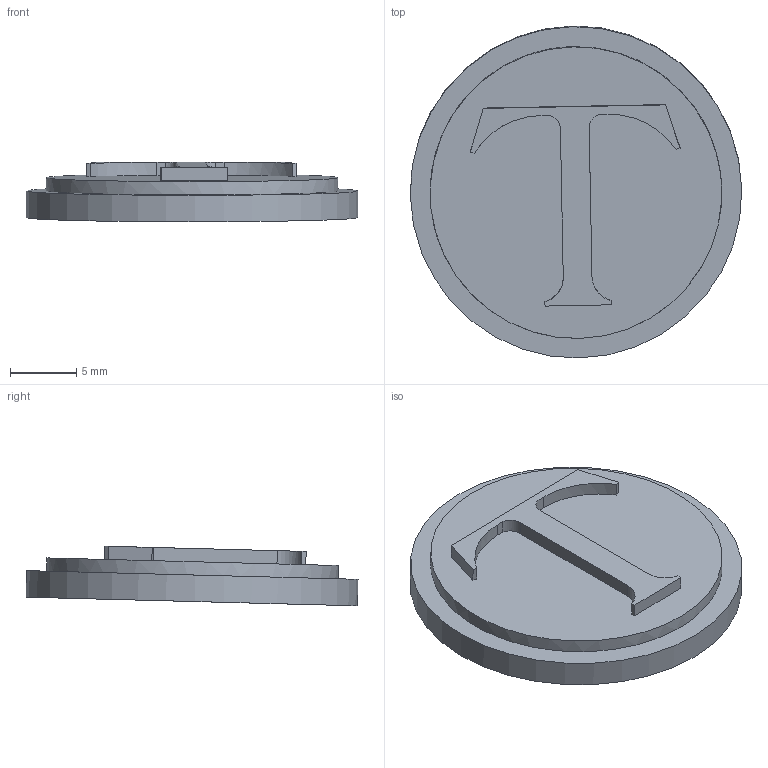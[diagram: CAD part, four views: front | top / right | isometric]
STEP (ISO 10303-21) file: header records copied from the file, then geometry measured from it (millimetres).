
FILE_DESCRIPTION(/* description */ ('Unknown'),/* implementation_level */ '2;1');
FILE_NAME(/* name */ 'Tanfoglio_standCoin',/* time_stamp */ '2024-02-21T21:03:57-05:00',/* author */ ('Unknown'),/* organization */ ('Unknown'),/* preprocessor_version */ 'ST-DEVELOPER v18.1',/* originating_system */ 'Solid Edge',/* authorisation */ 'Unknown');
FILE_SCHEMA (('AUTOMOTIVE_DESIGN {1 0 10303 214 3 1 1}'));
Length unit declared in the file: millimetre
Products named in the file (2): jericho941_pre2007_holsters; Tanfoglio_standCoin
Assembly tree (1 placements, depth 2):
  jericho941_pre2007_holsters
    Tanfoglio_standCoin
Bounding box: 25 x 25.04 x 4.5 mm (x, y, z)
Volume: 1411.9 mm3; surface area: 1278.3 mm2
Topology: 1 solids, 1 shells, 24 faces, 62 edges, 42 vertices
Faces by surface type: plane 16, cylinder 8
Full cylindrical faces by diameter (mm): 22 x1, 25 x1
Entity records: 815 total; most frequent: CARTESIAN_POINT 181, DIRECTION 122, ORIENTED_EDGE 118, EDGE_CURVE 59, LINE 42, VECTOR 42, VERTEX_POINT 41, AXIS2_PLACEMENT_3D 40
